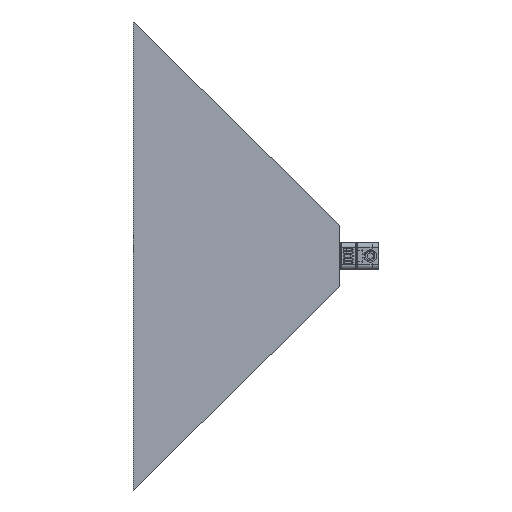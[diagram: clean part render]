
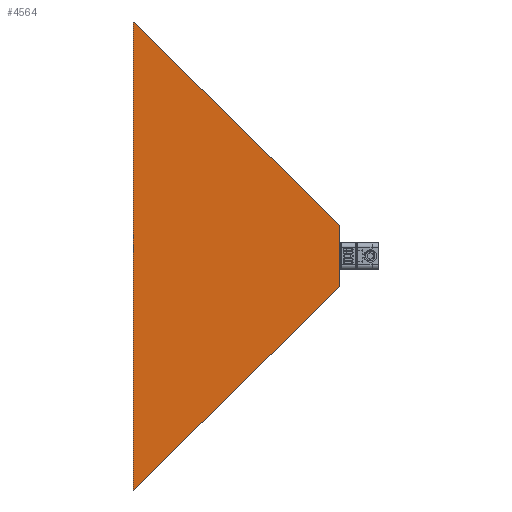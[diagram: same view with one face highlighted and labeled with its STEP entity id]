
A CAD part, left-side view. The second image highlights one B-rep face of the part: STEP entity #4564.
In plain terms, the highlighted planar face has unit normal (-0.623, -0.783, 0).
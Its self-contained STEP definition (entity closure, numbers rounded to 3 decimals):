
#207=LINE('',#27092,#1811);
#210=LINE('',#27098,#1814);
#211=LINE('',#27100,#1815);
#212=LINE('',#27102,#1816);
#1811=VECTOR('',#21339,1.);
#1814=VECTOR('',#21344,1.);
#1815=VECTOR('',#21345,1.);
#1816=VECTOR('',#21346,1.);
#4564=ADVANCED_FACE('',(#6241),#5665,.F.);
#5665=PLANE('',#19214);
#6241=FACE_OUTER_BOUND('',#7176,.T.);
#7176=EDGE_LOOP('',(#8600,#8601,#8602,#8603));
#8600=ORIENTED_EDGE('',*,*,#15582,.F.);
#8601=ORIENTED_EDGE('',*,*,#15585,.F.);
#8602=ORIENTED_EDGE('',*,*,#15586,.F.);
#8603=ORIENTED_EDGE('',*,*,#15587,.F.);
#13769=VERTEX_POINT('',#27090);
#13771=VERTEX_POINT('',#27093);
#13773=VERTEX_POINT('',#27099);
#13774=VERTEX_POINT('',#27101);
#15582=EDGE_CURVE('',#13769,#13771,#207,.T.);
#15585=EDGE_CURVE('',#13773,#13769,#210,.T.);
#15586=EDGE_CURVE('',#13774,#13773,#211,.T.);
#15587=EDGE_CURVE('',#13771,#13774,#212,.T.);
#19214=AXIS2_PLACEMENT_3D('',#27103,#21347,#21348);
#21339=DIRECTION('',(0.668,-0.531,-0.522));
#21344=DIRECTION('',(0.,0.,1.));
#21345=DIRECTION('',(-0.668,0.531,-0.522));
#21346=DIRECTION('',(0.,0.,-1.));
#21347=DIRECTION('',(0.623,0.783,0.));
#21348=DIRECTION('',(-0.783,0.623,0.));
#27090=CARTESIAN_POINT('',(-252.934,200.45,226.539));
#27092=CARTESIAN_POINT('',(11.913,-10.219,19.516));
#27093=CARTESIAN_POINT('',(-1.5,0.45,30.));
#27098=CARTESIAN_POINT('',(-252.934,200.45,-8.5));
#27099=CARTESIAN_POINT('',(-252.934,200.45,-226.539));
#27100=CARTESIAN_POINT('',(5.99,-5.508,-24.145));
#27101=CARTESIAN_POINT('',(-1.5,0.45,-30.));
#27102=CARTESIAN_POINT('',(-1.5,0.45,-8.5));
#27103=CARTESIAN_POINT('',(-1.5,0.45,-8.5));
